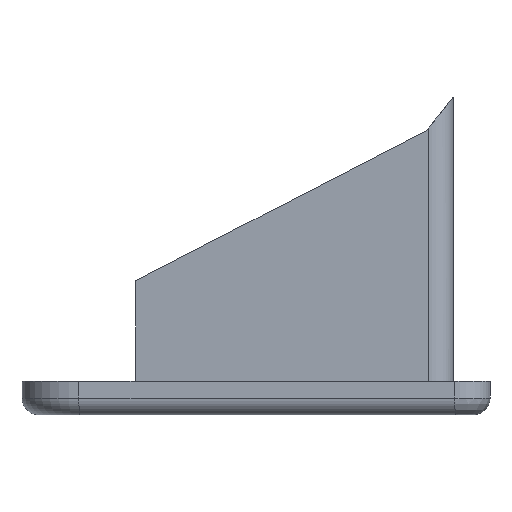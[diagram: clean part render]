
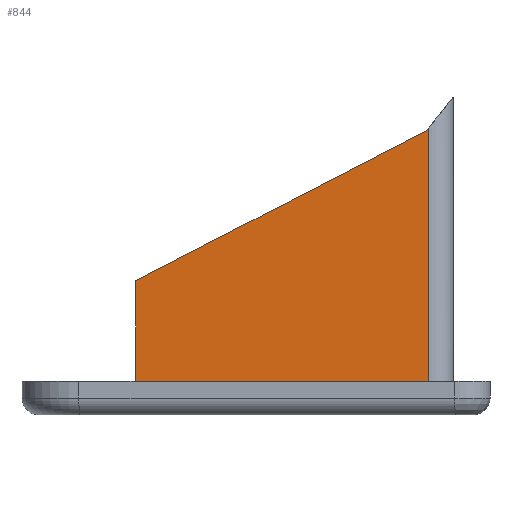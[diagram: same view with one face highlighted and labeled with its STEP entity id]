
A CAD part, left-side view. The second image highlights one B-rep face of the part: STEP entity #844.
In plain terms, the highlighted planar face has unit normal (-0.998, 0.058, 0).
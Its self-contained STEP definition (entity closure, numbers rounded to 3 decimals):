
#224=CARTESIAN_POINT('',(14.796,106.,10.0));
#225=VERTEX_POINT('',#224);
#259=CARTESIAN_POINT('',(9.724,18.405,10.0));
#260=VERTEX_POINT('',#259);
#268=CARTESIAN_POINT('',(9.724,18.405,10.0));
#269=DIRECTION('',(0.058,0.998,0.0));
#270=VECTOR('',#269,87.742);
#271=LINE('',#268,#270);
#272=EDGE_CURVE('',#260,#225,#271,.T.);
#776=CARTESIAN_POINT('',(9.759,19.0,85.0));
#777=VERTEX_POINT('',#776);
#784=CARTESIAN_POINT('',(9.724,18.405,85.744));
#785=VERTEX_POINT('',#784);
#786=CARTESIAN_POINT('',(9.724,18.405,85.744));
#787=DIRECTION('',(0.036,0.624,-0.78));
#788=VECTOR('',#787,0.954);
#789=LINE('',#786,#788);
#790=EDGE_CURVE('',#785,#777,#789,.T.);
#809=CARTESIAN_POINT('',(9.724,18.405,85.744));
#810=DIRECTION('',(0.0,0.0,-1.0));
#811=VECTOR('',#810,75.744);
#812=LINE('',#809,#811);
#813=EDGE_CURVE('',#785,#260,#812,.T.);
#820=CARTESIAN_POINT('',(9.296,11.,10.0));
#821=DIRECTION('',(-0.998,0.058,0.0));
#822=DIRECTION('',(0.0,0.0,1.0));
#823=AXIS2_PLACEMENT_3D('',#820,#821,#822);
#824=PLANE('',#823);
#825=ORIENTED_EDGE('',*,*,#813,.F.);
#826=ORIENTED_EDGE('',*,*,#790,.T.);
#827=CARTESIAN_POINT('',(14.796,106.,40.111));
#828=VERTEX_POINT('',#827);
#829=CARTESIAN_POINT('',(14.796,106.,40.111));
#830=DIRECTION('',(-0.051,-0.888,0.458));
#831=VECTOR('',#830,98.027);
#832=LINE('',#829,#831);
#833=EDGE_CURVE('',#828,#777,#832,.T.);
#834=ORIENTED_EDGE('',*,*,#833,.F.);
#835=CARTESIAN_POINT('',(14.796,106.,10.0));
#836=DIRECTION('',(0.0,0.0,1.0));
#837=VECTOR('',#836,30.111);
#838=LINE('',#835,#837);
#839=EDGE_CURVE('',#225,#828,#838,.T.);
#840=ORIENTED_EDGE('',*,*,#839,.F.);
#841=ORIENTED_EDGE('',*,*,#272,.F.);
#842=EDGE_LOOP('',(#825,#826,#834,#840,#841));
#843=FACE_OUTER_BOUND('',#842,.T.);
#844=ADVANCED_FACE('',(#843),#824,.T.);
